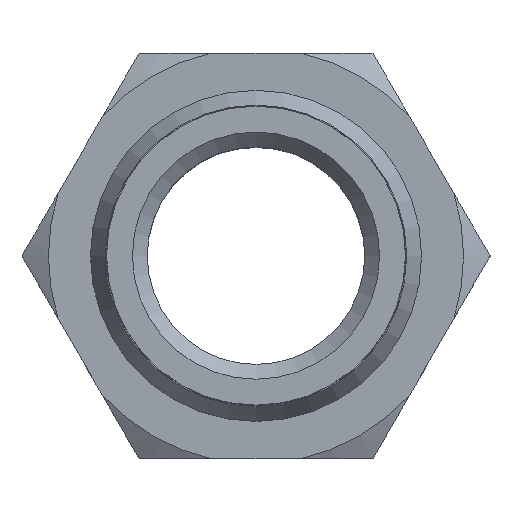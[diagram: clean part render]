
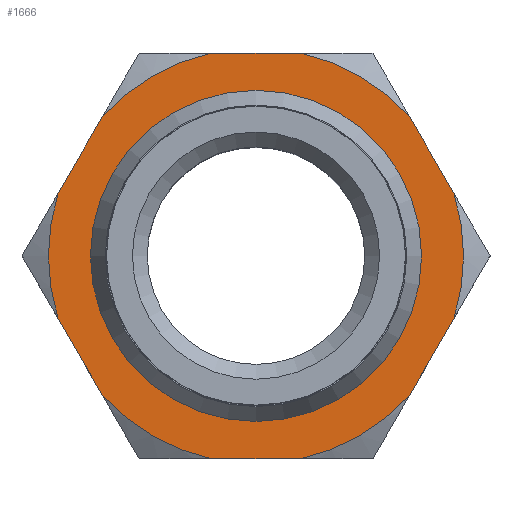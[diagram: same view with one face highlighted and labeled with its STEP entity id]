
A CAD part, top view. The second image highlights one B-rep face of the part: STEP entity #1666.
In plain terms, the highlighted planar face has unit normal (0, 0, 1).
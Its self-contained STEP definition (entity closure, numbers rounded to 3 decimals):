
#752=VECTOR('',#1286,1.);
#755=VECTOR('',#1301,1.);
#756=VECTOR('',#1304,1.);
#757=VECTOR('',#1307,1.);
#758=VECTOR('',#1310,1.);
#759=VECTOR('',#1313,1.);
#770=LINE('',#1467,#752);
#773=LINE('',#1480,#755);
#774=LINE('',#1484,#756);
#775=LINE('',#1488,#757);
#776=LINE('',#1492,#758);
#777=LINE('',#1496,#759);
#791=PLANE('',#1591);
#857=ORIENTED_EDGE('',*,*,#1056,.T.);
#858=ORIENTED_EDGE('',*,*,#1058,.F.);
#859=ORIENTED_EDGE('',*,*,#1059,.T.);
#860=ORIENTED_EDGE('',*,*,#1060,.F.);
#861=ORIENTED_EDGE('',*,*,#1061,.T.);
#862=ORIENTED_EDGE('',*,*,#1062,.F.);
#863=ORIENTED_EDGE('',*,*,#1063,.T.);
#864=ORIENTED_EDGE('',*,*,#1064,.F.);
#865=ORIENTED_EDGE('',*,*,#1065,.T.);
#866=ORIENTED_EDGE('',*,*,#1066,.F.);
#867=ORIENTED_EDGE('',*,*,#1067,.T.);
#868=ORIENTED_EDGE('',*,*,#1051,.F.);
#869=ORIENTED_EDGE('',*,*,#1021,.F.);
#941=CIRCLE('',#1545,16.75);
#962=CIRCLE('',#1589,21.);
#963=CIRCLE('',#1592,21.);
#964=CIRCLE('',#1593,21.);
#965=CIRCLE('',#1594,21.);
#966=CIRCLE('',#1595,21.);
#967=CIRCLE('',#1596,21.);
#969=VERTEX_POINT('',#1389);
#998=VERTEX_POINT('',#1464);
#999=VERTEX_POINT('',#1466);
#1002=VERTEX_POINT('',#1475);
#1003=VERTEX_POINT('',#1479);
#1004=VERTEX_POINT('',#1481);
#1005=VERTEX_POINT('',#1483);
#1006=VERTEX_POINT('',#1485);
#1007=VERTEX_POINT('',#1487);
#1008=VERTEX_POINT('',#1489);
#1009=VERTEX_POINT('',#1491);
#1010=VERTEX_POINT('',#1493);
#1011=VERTEX_POINT('',#1495);
#1021=EDGE_CURVE('',#969,#969,#941,.T.);
#1051=EDGE_CURVE('',#998,#999,#770,.T.);
#1056=EDGE_CURVE('',#998,#1002,#962,.T.);
#1058=EDGE_CURVE('',#1003,#1002,#773,.T.);
#1059=EDGE_CURVE('',#1003,#1004,#963,.T.);
#1060=EDGE_CURVE('',#1005,#1004,#774,.T.);
#1061=EDGE_CURVE('',#1005,#1006,#964,.T.);
#1062=EDGE_CURVE('',#1007,#1006,#775,.T.);
#1063=EDGE_CURVE('',#1007,#1008,#965,.T.);
#1064=EDGE_CURVE('',#1009,#1008,#776,.T.);
#1065=EDGE_CURVE('',#1009,#1010,#966,.T.);
#1066=EDGE_CURVE('',#1011,#1010,#777,.T.);
#1067=EDGE_CURVE('',#1011,#999,#967,.T.);
#1125=EDGE_LOOP('',(#857,#858,#859,#860,#861,#862,#863,#864,#865,#866,#867,
#868));
#1126=EDGE_LOOP('',(#869));
#1177=FACE_BOUND('',#1125,.T.);
#1178=FACE_BOUND('',#1126,.T.);
#1198=DIRECTION('',(0.,0.,1.));
#1199=DIRECTION('',(16.75,0.,0.));
#1286=DIRECTION('',(4.555,7.89,0.));
#1295=DIRECTION('',(0.,0.,1.));
#1296=DIRECTION('',(21.,0.,0.));
#1299=DIRECTION('',(0.,0.,1.));
#1300=DIRECTION('',(0.,-1.,0.));
#1301=DIRECTION('',(-4.555,7.89,0.));
#1302=DIRECTION('',(0.,0.,1.));
#1303=DIRECTION('',(21.,0.,0.));
#1304=DIRECTION('',(-9.11,0.,0.));
#1305=DIRECTION('',(0.,0.,1.));
#1306=DIRECTION('',(21.,0.,0.));
#1307=DIRECTION('',(-4.555,-7.89,0.));
#1308=DIRECTION('',(0.,0.,1.));
#1309=DIRECTION('',(21.,0.,0.));
#1310=DIRECTION('',(4.555,-7.89,0.));
#1311=DIRECTION('',(0.,0.,1.));
#1312=DIRECTION('',(21.,0.,0.));
#1313=DIRECTION('',(9.11,0.,0.));
#1314=DIRECTION('',(0.,0.,1.));
#1315=DIRECTION('',(21.,0.,0.));
#1389=CARTESIAN_POINT('',(56.357,0.,62.914));
#1390=CARTESIAN_POINT('',(39.607,0.,62.914));
#1464=CARTESIAN_POINT('',(19.575,6.305,62.914));
#1466=CARTESIAN_POINT('',(24.131,14.195,62.914));
#1467=CARTESIAN_POINT('',(19.575,6.305,62.914));
#1475=CARTESIAN_POINT('',(19.575,-6.305,62.914));
#1476=CARTESIAN_POINT('',(39.607,0.,62.914));
#1478=CARTESIAN_POINT('',(60.607,0.,62.914));
#1479=CARTESIAN_POINT('',(24.131,-14.195,62.914));
#1480=CARTESIAN_POINT('',(24.131,-14.195,62.914));
#1481=CARTESIAN_POINT('',(35.051,-20.5,62.914));
#1482=CARTESIAN_POINT('',(39.607,0.,62.914));
#1483=CARTESIAN_POINT('',(44.162,-20.5,62.914));
#1484=CARTESIAN_POINT('',(44.162,-20.5,62.914));
#1485=CARTESIAN_POINT('',(55.082,-14.195,62.914));
#1486=CARTESIAN_POINT('',(39.607,0.,62.914));
#1487=CARTESIAN_POINT('',(59.638,-6.305,62.914));
#1488=CARTESIAN_POINT('',(59.638,-6.305,62.914));
#1489=CARTESIAN_POINT('',(59.638,6.305,62.914));
#1490=CARTESIAN_POINT('',(39.607,0.,62.914));
#1491=CARTESIAN_POINT('',(55.082,14.195,62.914));
#1492=CARTESIAN_POINT('',(55.082,14.195,62.914));
#1493=CARTESIAN_POINT('',(44.162,20.5,62.914));
#1494=CARTESIAN_POINT('',(39.607,0.,62.914));
#1495=CARTESIAN_POINT('',(35.051,20.5,62.914));
#1496=CARTESIAN_POINT('',(35.051,20.5,62.914));
#1497=CARTESIAN_POINT('',(39.607,0.,62.914));
#1545=AXIS2_PLACEMENT_3D('',#1390,#1198,#1199);
#1589=AXIS2_PLACEMENT_3D('',#1476,#1295,#1296);
#1591=AXIS2_PLACEMENT_3D('',#1478,#1299,#1300);
#1592=AXIS2_PLACEMENT_3D('',#1482,#1302,#1303);
#1593=AXIS2_PLACEMENT_3D('',#1486,#1305,#1306);
#1594=AXIS2_PLACEMENT_3D('',#1490,#1308,#1309);
#1595=AXIS2_PLACEMENT_3D('',#1494,#1311,#1312);
#1596=AXIS2_PLACEMENT_3D('',#1497,#1314,#1315);
#1666=ADVANCED_FACE('',(#1177,#1178),#791,.T.);
